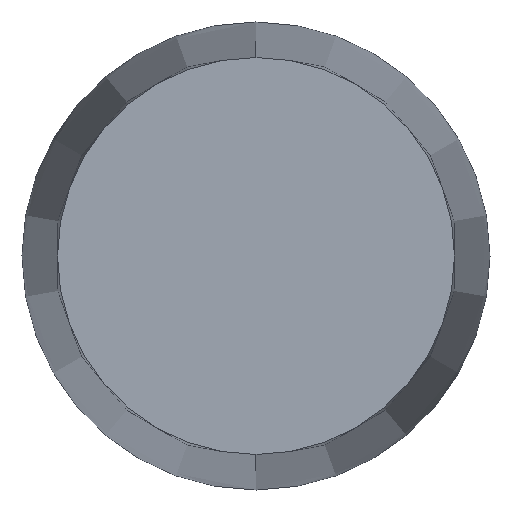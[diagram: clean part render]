
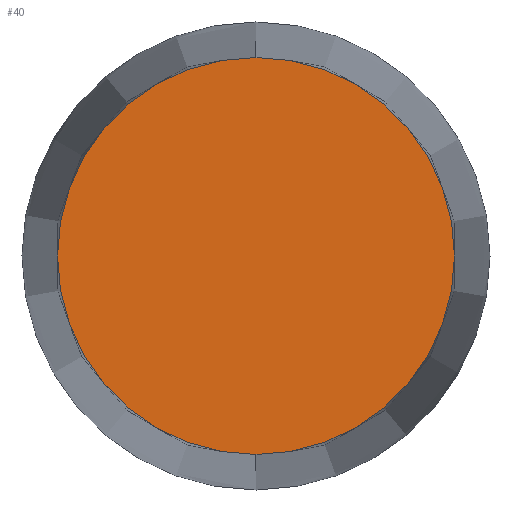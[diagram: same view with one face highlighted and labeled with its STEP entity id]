
A CAD part, left-side view. The second image highlights one B-rep face of the part: STEP entity #40.
In plain terms, the highlighted planar face has unit normal (-1, 0, 0).
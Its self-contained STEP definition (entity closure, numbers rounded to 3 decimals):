
#1 = EDGE_CURVE ( 'NONE', #48, #3, #64, .T. ) ;
#3 = VERTEX_POINT ( 'NONE', #91 ) ;
#5 = EDGE_LOOP ( 'NONE', ( #75, #96 ) ) ;
#29 = DIRECTION ( 'NONE',  ( 0., 0., 1. ) ) ;
#37 = AXIS2_PLACEMENT_3D ( 'NONE', #97, #76, #111 ) ;
#40 = ADVANCED_FACE ( 'NONE', ( #102 ), #93, .F. ) ;
#48 = VERTEX_POINT ( 'NONE', #124 ) ;
#49 = AXIS2_PLACEMENT_3D ( 'NONE', #50, #105, #29 ) ;
#50 = CARTESIAN_POINT ( 'NONE',  ( 0., 0., 0. ) ) ;
#64 = CIRCLE ( 'NONE', #37, 6.15 ) ;
#67 = CIRCLE ( 'NONE', #49, 6.15 ) ;
#68 = DIRECTION ( 'NONE',  ( 0., 0., -1. ) ) ;
#69 = EDGE_CURVE ( 'NONE', #3, #48, #67, .T. ) ;
#75 = ORIENTED_EDGE ( 'NONE', *, *, #1, .T. ) ;
#76 = DIRECTION ( 'NONE',  ( -1., 0., 0. ) ) ;
#83 = CARTESIAN_POINT ( 'NONE',  ( 0., 6.15, 0. ) ) ;
#91 = CARTESIAN_POINT ( 'NONE',  ( 0., 0., 6.15 ) ) ;
#93 = PLANE ( 'NONE',  #117 ) ;
#96 = ORIENTED_EDGE ( 'NONE', *, *, #69, .T. ) ;
#97 = CARTESIAN_POINT ( 'NONE',  ( 0., 0., 0. ) ) ;
#100 = DIRECTION ( 'NONE',  ( 1., 0., 0. ) ) ;
#102 = FACE_OUTER_BOUND ( 'NONE', #5, .T. ) ;
#105 = DIRECTION ( 'NONE',  ( -1., 0., 0. ) ) ;
#111 = DIRECTION ( 'NONE',  ( 0., 0., 1. ) ) ;
#117 = AXIS2_PLACEMENT_3D ( 'NONE', #83, #100, #68 ) ;
#124 = CARTESIAN_POINT ( 'NONE',  ( 0., 0., -6.15 ) ) ;
